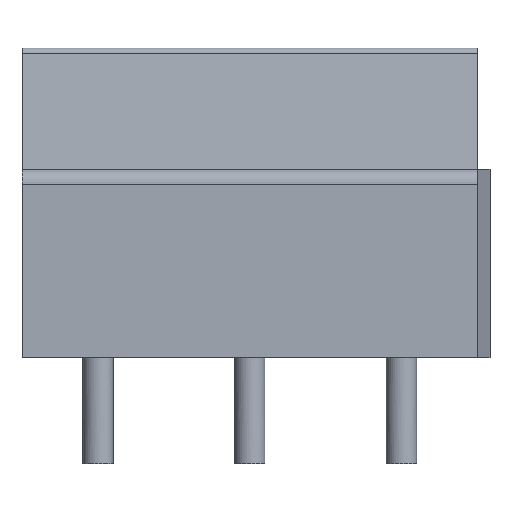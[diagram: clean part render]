
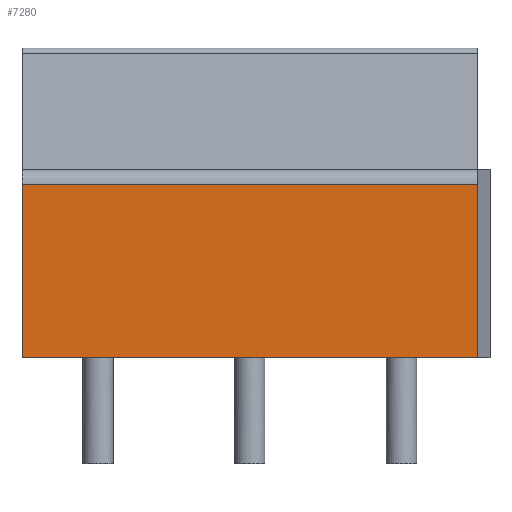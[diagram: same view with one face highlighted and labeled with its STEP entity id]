
A CAD part, front view. The second image highlights one B-rep face of the part: STEP entity #7280.
In plain terms, the highlighted planar face has unit normal (0, -1, 0).
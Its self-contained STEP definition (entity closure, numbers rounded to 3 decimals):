
#596 = EDGE_CURVE ( 'NONE', #21141, #11380, #16393, .T. ) ;
#1267 = CARTESIAN_POINT ( 'NONE',  ( -12.5, -3.9, 5.7 ) ) ;
#2364 = VECTOR ( 'NONE', #27512, 1000. ) ;
#4265 = PLANE ( 'NONE',  #18232 ) ;
#4705 = LINE ( 'NONE', #22954, #2364 ) ;
#4838 = DIRECTION ( 'NONE',  ( 0., 1., 0. ) ) ;
#5746 = VERTEX_POINT ( 'NONE', #1267 ) ;
#7280 = ADVANCED_FACE ( 'NONE', ( #22646 ), #4265, .F. ) ;
#7350 = DIRECTION ( 'NONE',  ( -1., 0., 0. ) ) ;
#7481 = VECTOR ( 'NONE', #23038, 1000. ) ;
#7711 = CARTESIAN_POINT ( 'NONE',  ( 2.5, -3.9, 10.2 ) ) ;
#8683 = CARTESIAN_POINT ( 'NONE',  ( 2.5, -3.9, 10.2 ) ) ;
#9437 = EDGE_CURVE ( 'NONE', #17547, #11380, #15077, .T. ) ;
#11380 = VERTEX_POINT ( 'NONE', #19002 ) ;
#11553 = EDGE_CURVE ( 'NONE', #21141, #5746, #21028, .T. ) ;
#12848 = CARTESIAN_POINT ( 'NONE',  ( 2.5, -3.9, 5.7 ) ) ;
#13009 = EDGE_CURVE ( 'NONE', #5746, #17547, #4705, .T. ) ;
#13147 = VECTOR ( 'NONE', #26119, 1000. ) ;
#13173 = ORIENTED_EDGE ( 'NONE', *, *, #11553, .T. ) ;
#13758 = EDGE_LOOP ( 'NONE', ( #29111, #13173, #17207, #16992 ) ) ;
#15077 = LINE ( 'NONE', #17108, #13147 ) ;
#16393 = LINE ( 'NONE', #7711, #7481 ) ;
#16992 = ORIENTED_EDGE ( 'NONE', *, *, #9437, .T. ) ;
#17108 = CARTESIAN_POINT ( 'NONE',  ( 2.5, -3.9, 0. ) ) ;
#17207 = ORIENTED_EDGE ( 'NONE', *, *, #13009, .T. ) ;
#17547 = VERTEX_POINT ( 'NONE', #22390 ) ;
#18232 = AXIS2_PLACEMENT_3D ( 'NONE', #8683, #4838, #26921 ) ;
#19002 = CARTESIAN_POINT ( 'NONE',  ( 2.5, -3.9, 0. ) ) ;
#21028 = LINE ( 'NONE', #25461, #26177 ) ;
#21141 = VERTEX_POINT ( 'NONE', #12848 ) ;
#22390 = CARTESIAN_POINT ( 'NONE',  ( -12.5, -3.9, 0. ) ) ;
#22646 = FACE_OUTER_BOUND ( 'NONE', #13758, .T. ) ;
#22954 = CARTESIAN_POINT ( 'NONE',  ( -12.5, -3.9, 10.2 ) ) ;
#23038 = DIRECTION ( 'NONE',  ( 0., 0., -1. ) ) ;
#25461 = CARTESIAN_POINT ( 'NONE',  ( 2.5, -3.9, 5.7 ) ) ;
#26119 = DIRECTION ( 'NONE',  ( 1., 0., 0. ) ) ;
#26177 = VECTOR ( 'NONE', #7350, 1000. ) ;
#26921 = DIRECTION ( 'NONE',  ( -1., 0., 0. ) ) ;
#27512 = DIRECTION ( 'NONE',  ( 0., 0., -1. ) ) ;
#29111 = ORIENTED_EDGE ( 'NONE', *, *, #596, .F. ) ;
